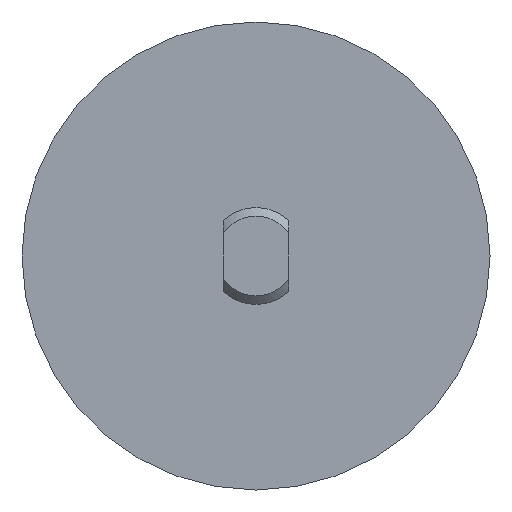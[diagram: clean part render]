
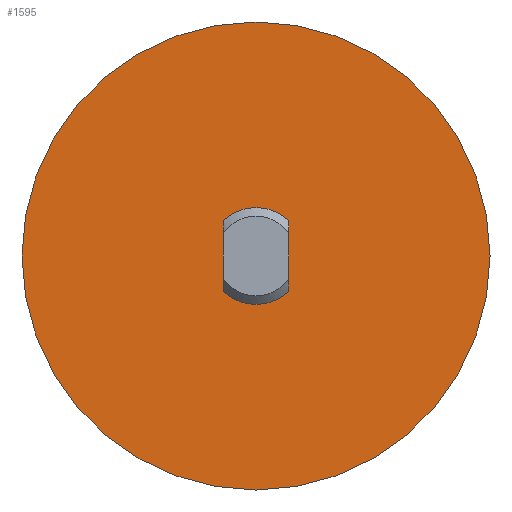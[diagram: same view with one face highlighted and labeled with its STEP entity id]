
A CAD part, front view. The second image highlights one B-rep face of the part: STEP entity #1595.
In plain terms, the highlighted planar face has unit normal (0, -1, 0).
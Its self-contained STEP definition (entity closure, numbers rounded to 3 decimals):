
#66=PLANE('',#1764);
#76=FACE_BOUND('',#562,.T.);
#100=LINE('',#3092,#177);
#109=LINE('',#3125,#186);
#177=VECTOR('',#1925,10.);
#186=VECTOR('',#1944,10.);
#451=FACE_OUTER_BOUND('',#561,.T.);
#561=EDGE_LOOP('',(#1479));
#562=EDGE_LOOP('',(#1480,#1481,#1482,#1483));
#638=CIRCLE('',#1740,60.5);
#644=CIRCLE('',#1753,12.5);
#650=CIRCLE('',#1763,12.5);
#710=VERTEX_POINT('',#3089);
#711=VERTEX_POINT('',#3091);
#717=VERTEX_POINT('',#3111);
#721=VERTEX_POINT('',#3123);
#792=VERTEX_POINT('',#3994);
#886=EDGE_CURVE('',#711,#710,#100,.T.);
#900=EDGE_CURVE('',#717,#721,#109,.T.);
#1011=EDGE_CURVE('',#792,#792,#638,.T.);
#1019=EDGE_CURVE('',#711,#721,#644,.T.);
#1025=EDGE_CURVE('',#717,#710,#650,.T.);
#1479=ORIENTED_EDGE('',*,*,#1011,.T.);
#1480=ORIENTED_EDGE('',*,*,#1025,.F.);
#1481=ORIENTED_EDGE('',*,*,#900,.T.);
#1482=ORIENTED_EDGE('',*,*,#1019,.F.);
#1483=ORIENTED_EDGE('',*,*,#886,.T.);
#1595=ADVANCED_FACE('',(#451,#76),#66,.F.);
#1740=AXIS2_PLACEMENT_3D('',#3996,#2099,#2100);
#1753=AXIS2_PLACEMENT_3D('',#4011,#2127,#2128);
#1763=AXIS2_PLACEMENT_3D('',#4021,#2147,#2148);
#1764=AXIS2_PLACEMENT_3D('',#4022,#2149,#2150);
#1925=DIRECTION('',(0.,0.,1.));
#1944=DIRECTION('',(0.,0.,-1.));
#2099=DIRECTION('center_axis',(0.,-1.,0.));
#2100=DIRECTION('ref_axis',(1.,0.,0.));
#2127=DIRECTION('center_axis',(0.,-1.,0.));
#2128=DIRECTION('ref_axis',(1.,0.,0.));
#2147=DIRECTION('center_axis',(0.,-1.,0.));
#2148=DIRECTION('ref_axis',(1.,0.,0.));
#2149=DIRECTION('center_axis',(0.,1.,0.));
#2150=DIRECTION('ref_axis',(0.,0.,1.));
#3089=CARTESIAN_POINT('',(-8.5,30.7,9.165));
#3091=CARTESIAN_POINT('',(-8.5,30.7,-9.165));
#3092=CARTESIAN_POINT('',(-8.5,30.7,0.));
#3111=CARTESIAN_POINT('',(8.5,30.7,9.165));
#3123=CARTESIAN_POINT('',(8.5,30.7,-9.165));
#3125=CARTESIAN_POINT('',(8.5,30.7,0.));
#3994=CARTESIAN_POINT('',(-60.5,30.7,0.));
#3996=CARTESIAN_POINT('Origin',(0.,30.7,0.));
#4011=CARTESIAN_POINT('Origin',(0.,30.7,0.));
#4021=CARTESIAN_POINT('Origin',(0.,30.7,0.));
#4022=CARTESIAN_POINT('Origin',(22.5,30.7,0.));
